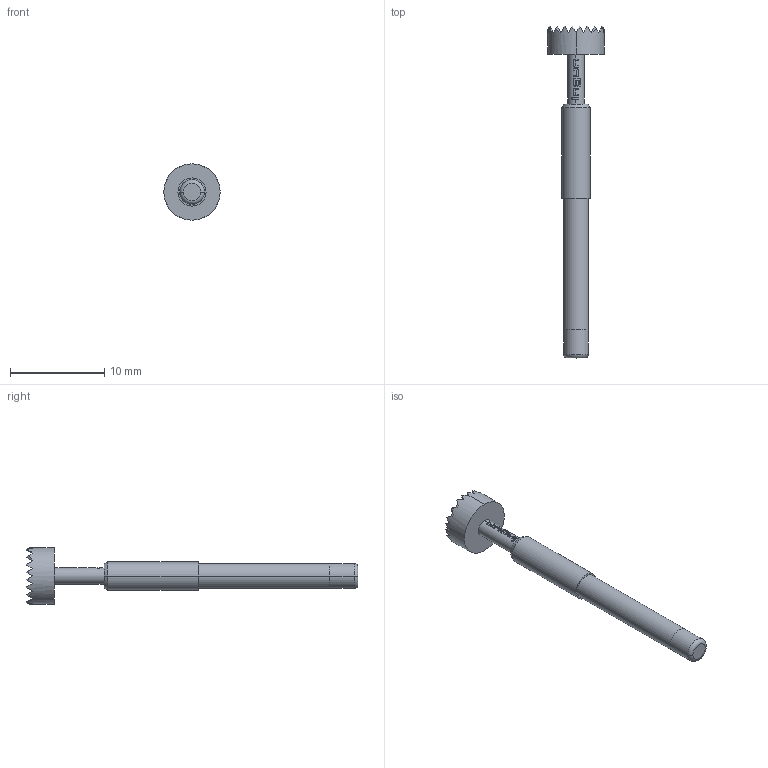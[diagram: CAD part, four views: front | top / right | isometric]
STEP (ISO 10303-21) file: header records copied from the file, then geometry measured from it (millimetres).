
FILE_DESCRIPTION (( 'STEP AP203' ), '1' );
FILE_NAME ('INGUN_GKS-113_306_600_R_xx10.STEP', '2022-01-19T13:15:57', ( 'ochi' ), ( '' ), 'SwSTEP 2.0', 'SolidWorks 2018', '' );
FILE_SCHEMA (( 'CONFIG_CONTROL_DESIGN' ));
Length unit declared in the file: millimetre
Products named in the file (1): INGUN_GKS-113_306_600_R_xx10
Bounding box: 6 x 35.3 x 6 mm (x, y, z)
Volume: 248.9 mm3; surface area: 405.2 mm2
Topology: 1 solids, 1 shells, 316 faces, 652 edges, 343 vertices
Faces by surface type: plane 243, bspline 40, cylinder 29, cone 2, torus 2
Entity records: 8967 total; most frequent: CARTESIAN_POINT 3162, ORIENTED_EDGE 1304, DIRECTION 936, EDGE_CURVE 652, VERTEX_POINT 343, VECTOR 334, LINE 334, EDGE_LOOP 321
